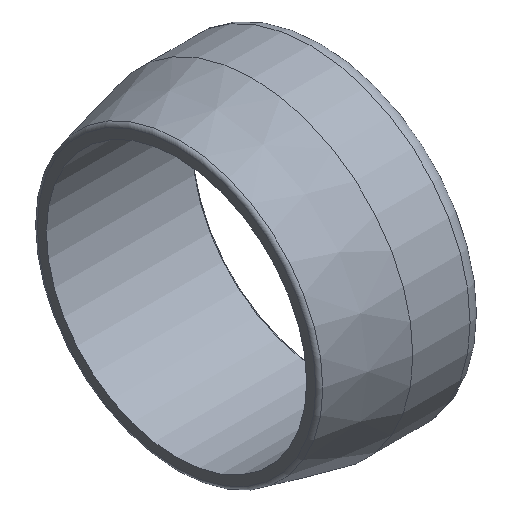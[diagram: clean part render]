
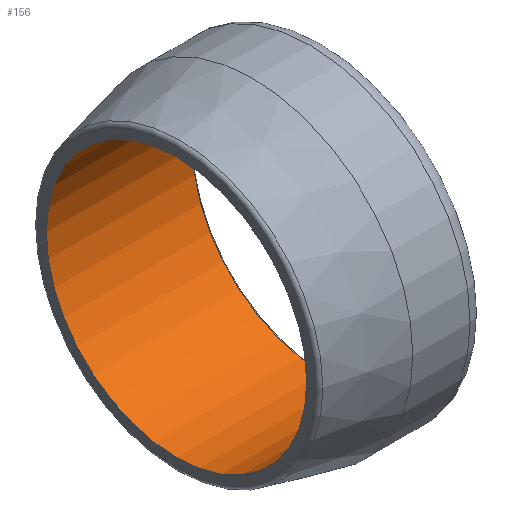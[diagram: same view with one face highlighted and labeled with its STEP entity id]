
A CAD part, isometric view. The second image highlights one B-rep face of the part: STEP entity #156.
In plain terms, the highlighted free-form (B-spline) face has degree [1, 2] with [2, 9] control points.
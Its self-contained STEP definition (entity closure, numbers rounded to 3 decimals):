
#73=CARTESIAN_POINT('',(7.239,6.44,0.));
#74=VERTEX_POINT('',#73);
#75=CARTESIAN_POINT('',(7.239,0.,0.0));
#76=DIRECTION('',(-1.0,0.0,0.0));
#77=DIRECTION('',(0.0,-1.0,0.0));
#78=AXIS2_PLACEMENT_3D('',#75,#76,#77);
#79=CIRCLE('',#78,6.44);
#80=EDGE_CURVE('',#74,#74,#79,.T.);
#116=CARTESIAN_POINT('',(7.239,-6.44,0.));
#117=CARTESIAN_POINT('',(0.,-6.44,0.));
#118=CARTESIAN_POINT('',(7.239,-6.44,-6.44));
#119=CARTESIAN_POINT('',(0.,-6.44,-6.44));
#120=CARTESIAN_POINT('',(7.239,0.,-6.44));
#121=CARTESIAN_POINT('',(0.,0.,-6.44));
#122=CARTESIAN_POINT('',(7.239,6.44,-6.44));
#123=CARTESIAN_POINT('',(0.,6.44,-6.44));
#124=CARTESIAN_POINT('',(7.239,6.44,0.));
#125=CARTESIAN_POINT('',(0.,6.44,0.));
#126=CARTESIAN_POINT('',(7.239,6.44,6.44));
#127=CARTESIAN_POINT('',(0.,6.44,6.44));
#128=CARTESIAN_POINT('',(7.239,0.,6.44));
#129=CARTESIAN_POINT('',(0.,0.,6.44));
#130=CARTESIAN_POINT('',(7.239,-6.44,6.44));
#131=CARTESIAN_POINT('',(0.,-6.44,6.44));
#132=CARTESIAN_POINT('',(7.239,-6.44,0.));
#133=CARTESIAN_POINT('',(0.,-6.44,0.));
#141=(BOUNDED_SURFACE()B_SPLINE_SURFACE(1,2,((#116,#118,#120,#122,#124,#126,#128,#130,#132),(#117,#119,#121,#123,#125,#127,#129,#131,#133)),.UNSPECIFIED.,.F.,.T.,.U.)B_SPLINE_SURFACE_WITH_KNOTS((2,2),(3,2,2,2,3),(-3.642,-2.518),(0.0,10.116,20.232,30.348,40.464),.UNSPECIFIED.)GEOMETRIC_REPRESENTATION_ITEM()RATIONAL_B_SPLINE_SURFACE(((1.0,0.707,1.0,0.707,1.0,0.707,1.0,0.707,1.0),(1.0,0.707,1.0,0.707,1.0,0.707,1.0,0.707,1.0)))REPRESENTATION_ITEM('')SURFACE());
#142=CARTESIAN_POINT('',(0.,-6.44,0.));
#143=VERTEX_POINT('',#142);
#144=CARTESIAN_POINT('',(0.0,0.0,0.0));
#145=DIRECTION('',(1.0,0.0,0.0));
#146=DIRECTION('',(0.0,1.0,0.0));
#147=AXIS2_PLACEMENT_3D('',#144,#145,#146);
#148=CIRCLE('',#147,6.44);
#149=EDGE_CURVE('',#143,#143,#148,.T.);
#150=ORIENTED_EDGE('',*,*,#149,.F.);
#151=EDGE_LOOP('',(#150));
#152=FACE_OUTER_BOUND('',#151,.T.);
#153=ORIENTED_EDGE('',*,*,#80,.F.);
#154=EDGE_LOOP('',(#153));
#155=FACE_BOUND('',#154,.T.);
#156=ADVANCED_FACE('',(#152,#155),#141,.F.);
